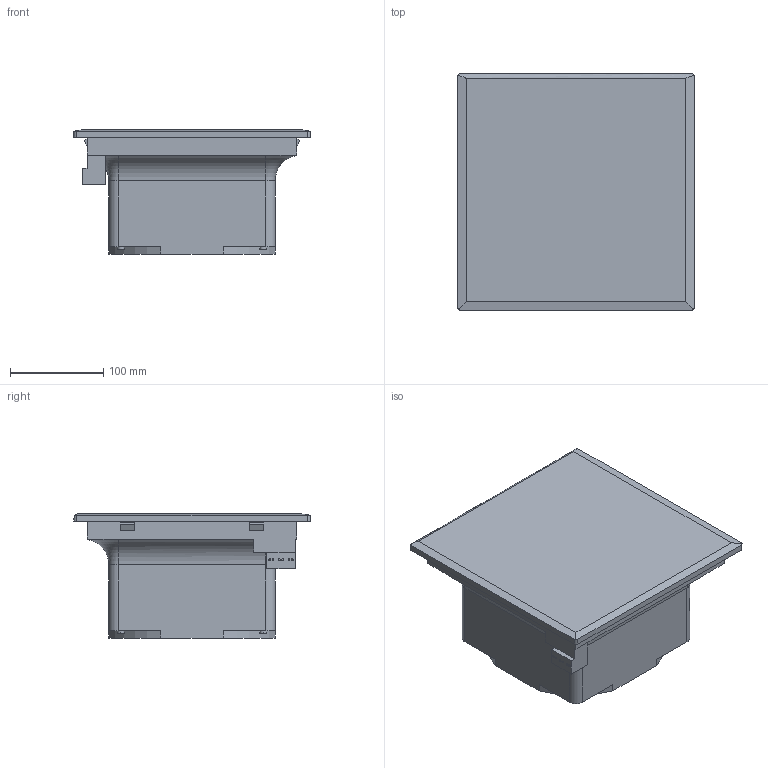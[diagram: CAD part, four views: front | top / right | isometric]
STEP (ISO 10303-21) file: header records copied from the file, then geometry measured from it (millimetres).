
FILE_DESCRIPTION (( 'STEP AP214' ), '1' );
FILE_NAME ('YVR10-380-55.STEP', '2024-06-06T12:50:51', ( '' ), ( '' ), 'SwSTEP 2.0', 'SolidWorks 2022', '' );
FILE_SCHEMA (( 'AUTOMOTIVE_DESIGN' ));
Length unit declared in the file: millimetre
Products named in the file (1): YVR10-380-55
Bounding box: 253 x 253 x 133 mm (x, y, z)
Volume: 4919618.2 mm3; surface area: 221272.7 mm2
Topology: 1 solids, 1 shells, 126 faces, 294 edges, 193 vertices
Faces by surface type: plane 68, cylinder 53, torus 4, bspline 1
Entity records: 3857 total; most frequent: CARTESIAN_POINT 878, DIRECTION 631, ORIENTED_EDGE 588, EDGE_CURVE 294, AXIS2_PLACEMENT_3D 233, VERTEX_POINT 193, VECTOR 165, LINE 165
